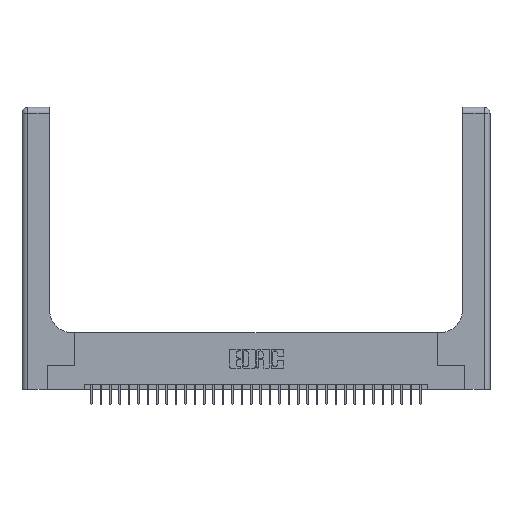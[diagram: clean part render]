
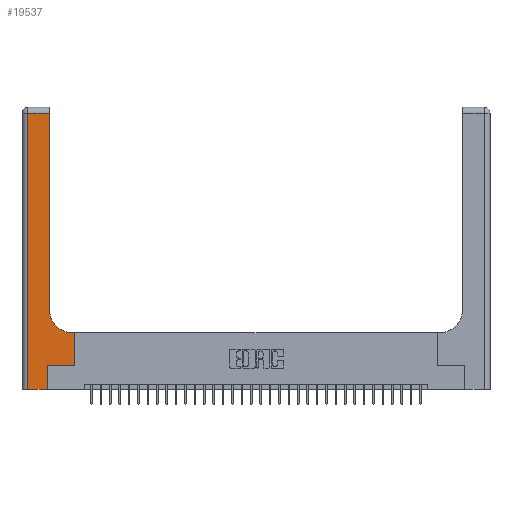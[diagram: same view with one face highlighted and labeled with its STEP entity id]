
A CAD part, top view. The second image highlights one B-rep face of the part: STEP entity #19537.
In plain terms, the highlighted planar face has unit normal (0, 0, 1).
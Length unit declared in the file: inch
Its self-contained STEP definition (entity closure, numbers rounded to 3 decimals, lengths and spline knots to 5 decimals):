
#377 = CARTESIAN_POINT ( 'NONE',  ( 0., 0., 0.37 ) ) ;
#1046 = ORIENTED_EDGE ( 'NONE', *, *, #21967, .T. ) ;
#1986 = VECTOR ( 'NONE', #10291, 39.37008 ) ;
#2256 = DIRECTION ( 'NONE',  ( 0., 1., 0. ) ) ;
#2408 = EDGE_CURVE ( 'NONE', #15050, #27192, #15863, .T. ) ;
#2527 = EDGE_LOOP ( 'NONE', ( #32173, #25787, #1046, #27025, #8983, #28314, #12896, #14309, #7526 ) ) ;
#2660 = VERTEX_POINT ( 'NONE', #34221 ) ;
#4071 = CARTESIAN_POINT ( 'NONE',  ( 0.2915, 3., 0.37 ) ) ;
#4502 = EDGE_CURVE ( 'NONE', #21409, #7459, #24212, .T. ) ;
#4514 = CARTESIAN_POINT ( 'NONE',  ( 0.2915, 0.85, 0.37 ) ) ;
#4627 = AXIS2_PLACEMENT_3D ( 'NONE', #6686, #25319, #9392 ) ;
#5054 = DIRECTION ( 'NONE',  ( 0., 1., 0. ) ) ;
#5339 = EDGE_CURVE ( 'NONE', #7459, #15050, #7566, .T. ) ;
#6002 = PLANE ( 'NONE',  #23858 ) ;
#6071 = LINE ( 'NONE', #377, #27309 ) ;
#6686 = CARTESIAN_POINT ( 'NONE',  ( 0.5415, 0.85, 0.37 ) ) ;
#7459 = VERTEX_POINT ( 'NONE', #22590 ) ;
#7526 = ORIENTED_EDGE ( 'NONE', *, *, #2408, .T. ) ;
#7566 = LINE ( 'NONE', #8878, #22562 ) ;
#7617 = CARTESIAN_POINT ( 'NONE',  ( 0.269, 0.25, 0.37 ) ) ;
#7672 = CARTESIAN_POINT ( 'NONE',  ( 0.2915, 2.94, 0.37 ) ) ;
#8425 = EDGE_CURVE ( 'NONE', #2660, #24204, #6071, .T. ) ;
#8540 = VERTEX_POINT ( 'NONE', #24705 ) ;
#8719 = DIRECTION ( 'NONE',  ( 0., 0., -1. ) ) ;
#8878 = CARTESIAN_POINT ( 'NONE',  ( 0.2915, 0.6, 0.37 ) ) ;
#8983 = ORIENTED_EDGE ( 'NONE', *, *, #20719, .T. ) ;
#9392 = DIRECTION ( 'NONE',  ( 1., 0., 0. ) ) ;
#9558 = VERTEX_POINT ( 'NONE', #7672 ) ;
#10260 = CARTESIAN_POINT ( 'NONE',  ( 0.269, 0., 0.37 ) ) ;
#10291 = DIRECTION ( 'NONE',  ( 1., 0., 0. ) ) ;
#10854 = VECTOR ( 'NONE', #23639, 39.37008 ) ;
#12511 = CARTESIAN_POINT ( 'NONE',  ( 0.5415, 0.6, 0.37 ) ) ;
#12896 = ORIENTED_EDGE ( 'NONE', *, *, #4502, .T. ) ;
#13666 = EDGE_CURVE ( 'NONE', #9558, #8540, #31964, .T. ) ;
#13768 = VECTOR ( 'NONE', #2256, 39.37008 ) ;
#14309 = ORIENTED_EDGE ( 'NONE', *, *, #5339, .T. ) ;
#15050 = VERTEX_POINT ( 'NONE', #12511 ) ;
#15661 = DIRECTION ( 'NONE',  ( 0., -1., 0. ) ) ;
#15863 = CIRCLE ( 'NONE', #4627, 0.25 ) ;
#16323 = DIRECTION ( 'NONE',  ( 1., 0., 0. ) ) ;
#17958 = VECTOR ( 'NONE', #5054, 39.37008 ) ;
#18724 = VECTOR ( 'NONE', #30882, 39.37008 ) ;
#19490 = LINE ( 'NONE', #21013, #26585 ) ;
#19537 = ADVANCED_FACE ( 'NONE', ( #22187 ), #6002, .F. ) ;
#20719 = EDGE_CURVE ( 'NONE', #24204, #23233, #20837, .T. ) ;
#20837 = LINE ( 'NONE', #28737, #13768 ) ;
#20965 = CARTESIAN_POINT ( 'NONE',  ( 0., 2.94, 0.37 ) ) ;
#21002 = CARTESIAN_POINT ( 'NONE',  ( 0.5585, 0.25, 0.37 ) ) ;
#21013 = CARTESIAN_POINT ( 'NONE',  ( 0.06, 3., 0.37 ) ) ;
#21409 = VERTEX_POINT ( 'NONE', #26521 ) ;
#21967 = EDGE_CURVE ( 'NONE', #8540, #2660, #19490, .T. ) ;
#22187 = FACE_OUTER_BOUND ( 'NONE', #2527, .T. ) ;
#22562 = VECTOR ( 'NONE', #24798, 39.37008 ) ;
#22590 = CARTESIAN_POINT ( 'NONE',  ( 0.5585, 0.6, 0.37 ) ) ;
#23215 = LINE ( 'NONE', #7617, #1986 ) ;
#23233 = VERTEX_POINT ( 'NONE', #24621 ) ;
#23639 = DIRECTION ( 'NONE',  ( -1., 0., 0. ) ) ;
#23858 = AXIS2_PLACEMENT_3D ( 'NONE', #29819, #8719, #27300 ) ;
#24204 = VERTEX_POINT ( 'NONE', #10260 ) ;
#24212 = LINE ( 'NONE', #21002, #17958 ) ;
#24621 = CARTESIAN_POINT ( 'NONE',  ( 0.269, 0.25, 0.37 ) ) ;
#24705 = CARTESIAN_POINT ( 'NONE',  ( 0.06, 2.94, 0.37 ) ) ;
#24798 = DIRECTION ( 'NONE',  ( -1., 0., 0. ) ) ;
#25319 = DIRECTION ( 'NONE',  ( 0., 0., -1. ) ) ;
#25787 = ORIENTED_EDGE ( 'NONE', *, *, #13666, .T. ) ;
#26521 = CARTESIAN_POINT ( 'NONE',  ( 0.5585, 0.25, 0.37 ) ) ;
#26585 = VECTOR ( 'NONE', #15661, 39.37008 ) ;
#27025 = ORIENTED_EDGE ( 'NONE', *, *, #8425, .T. ) ;
#27150 = EDGE_CURVE ( 'NONE', #27192, #9558, #32756, .T. ) ;
#27192 = VERTEX_POINT ( 'NONE', #4514 ) ;
#27300 = DIRECTION ( 'NONE',  ( -1., 0., 0. ) ) ;
#27309 = VECTOR ( 'NONE', #16323, 39.37008 ) ;
#28314 = ORIENTED_EDGE ( 'NONE', *, *, #28558, .T. ) ;
#28558 = EDGE_CURVE ( 'NONE', #23233, #21409, #23215, .T. ) ;
#28737 = CARTESIAN_POINT ( 'NONE',  ( 0.269, 0., 0.37 ) ) ;
#29819 = CARTESIAN_POINT ( 'NONE',  ( 0., 3., 0.37 ) ) ;
#30882 = DIRECTION ( 'NONE',  ( 0., 1., 0. ) ) ;
#31964 = LINE ( 'NONE', #20965, #10854 ) ;
#32173 = ORIENTED_EDGE ( 'NONE', *, *, #27150, .T. ) ;
#32756 = LINE ( 'NONE', #4071, #18724 ) ;
#34221 = CARTESIAN_POINT ( 'NONE',  ( 0.06, 0., 0.37 ) ) ;
